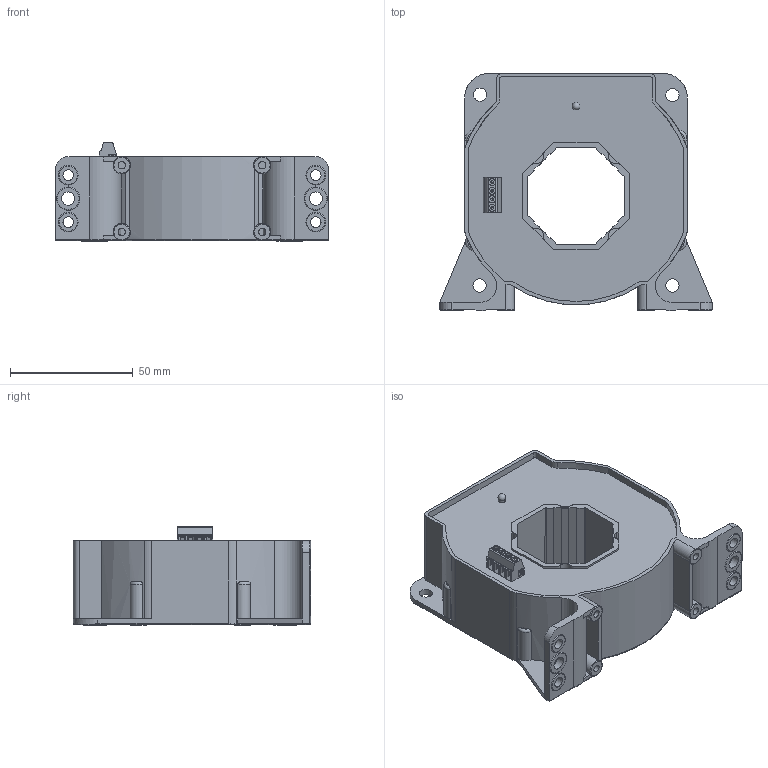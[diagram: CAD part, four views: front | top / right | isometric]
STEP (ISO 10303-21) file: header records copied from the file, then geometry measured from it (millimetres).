
FILE_DESCRIPTION(/* description */ (''),/* implementation_level */ '2;1');
FILE_NAME(/* name */ 'IsoBlock I-ZF-1000-ScrewTerminal.stp',/* time_stamp */ '2018-09-18T10:52:13-07:00',/* author */ ('sheil'),/* organization */ (''),/* preprocessor_version */ 'ST-DEVELOPER v17',/* originating_system */ 'Autodesk Inventor 2018',/* authorisation */ '');
FILE_SCHEMA (('AUTOMOTIVE_DESIGN { 1 0 10303 214 3 1 1 }'));
Length unit declared in the file: millimetre
Products named in the file (3): IsoBlock I-ZF-1000-ScrewTerminal; CTI-1000-ST; mkds_1-4-3.5
Assembly tree (2 placements, depth 2):
  IsoBlock I-ZF-1000-ScrewTerminal
    CTI-1000-ST
    mkds_1-4-3.5
Bounding box: 111 x 96.6 x 40.2 mm (x, y, z)
Volume: 201764.4 mm3; surface area: 44069.2 mm2
Topology: 2 solids, 2 shells, 573 faces, 1523 edges, 997 vertices
Faces by surface type: plane 395, cylinder 141, torus 27, bspline 9, sphere 1
Full cylindrical faces by diameter (mm): 0.457 x1, 1.1 x4, 2.3 x4, 2.8 x4, 2.9 x4, 3 x5, 4.3 x4, 5.4 x6
Entity records: 18819 total; most frequent: CARTESIAN_POINT 3852, DIRECTION 3050, ORIENTED_EDGE 3042, EDGE_CURVE 1521, AXIS2_PLACEMENT_3D 1031, VERTEX_POINT 997, LINE 988, VECTOR 988
